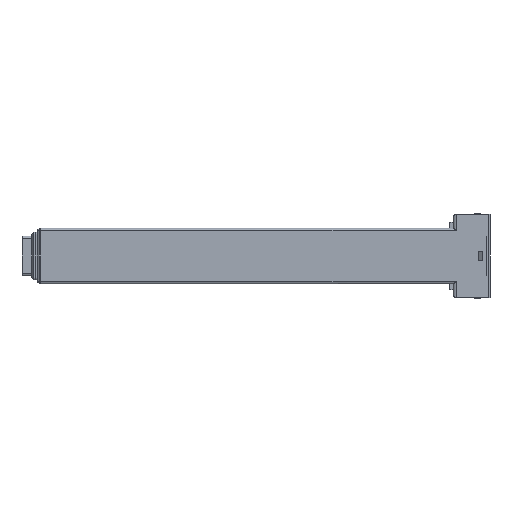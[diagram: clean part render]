
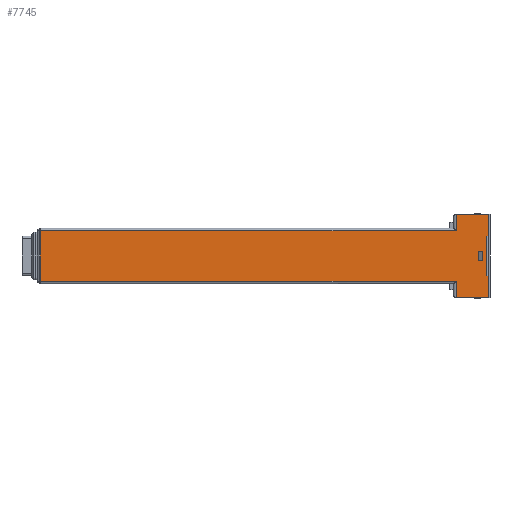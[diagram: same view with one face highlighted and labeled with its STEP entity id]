
A CAD part, left-side view. The second image highlights one B-rep face of the part: STEP entity #7745.
In plain terms, the highlighted planar face has unit normal (-1, 0, 0).
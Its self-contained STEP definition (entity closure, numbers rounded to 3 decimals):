
#89 = VECTOR ( 'NONE', #2113, 1000. ) ;
#152 = VERTEX_POINT ( 'NONE', #2048 ) ;
#279 = EDGE_CURVE ( 'NONE', #2151, #11175, #12611, .T. ) ;
#409 = EDGE_LOOP ( 'NONE', ( #5520, #14935, #10509, #2548, #11603, #10668, #12082, #7604, #8975, #7426, #4269, #1533 ) ) ;
#550 = CARTESIAN_POINT ( 'NONE',  ( -35., -39.5, 25. ) ) ;
#569 = DIRECTION ( 'NONE',  ( 0., 0., -1. ) ) ;
#631 = LINE ( 'NONE', #3587, #4684 ) ;
#791 = VECTOR ( 'NONE', #5333, 1000. ) ;
#951 = VECTOR ( 'NONE', #7003, 1000. ) ;
#1100 = EDGE_LOOP ( 'NONE', ( #6274, #1783, #4904, #8858 ) ) ;
#1238 = LINE ( 'NONE', #7230, #7333 ) ;
#1274 = CARTESIAN_POINT ( 'NONE',  ( -35., -1., 52.5 ) ) ;
#1352 = LINE ( 'NONE', #3925, #8660 ) ;
#1450 = VERTEX_POINT ( 'NONE', #5521 ) ;
#1533 = ORIENTED_EDGE ( 'NONE', *, *, #5841, .T. ) ;
#1565 = DIRECTION ( 'NONE',  ( 0., 0., -1. ) ) ;
#1631 = CARTESIAN_POINT ( 'NONE',  ( -35., -28.5, 6. ) ) ;
#1685 = VECTOR ( 'NONE', #9025, 1000. ) ;
#1701 = EDGE_CURVE ( 'NONE', #2243, #15030, #1352, .T. ) ;
#1744 = VECTOR ( 'NONE', #12423, 1000. ) ;
#1783 = ORIENTED_EDGE ( 'NONE', *, *, #5865, .F. ) ;
#1830 = VERTEX_POINT ( 'NONE', #550 ) ;
#1966 = EDGE_CURVE ( 'NONE', #152, #2243, #13822, .T. ) ;
#1983 = CARTESIAN_POINT ( 'NONE',  ( -35., -1., -52.5 ) ) ;
#2048 = CARTESIAN_POINT ( 'NONE',  ( -35., -28.5, -6. ) ) ;
#2099 = CARTESIAN_POINT ( 'NONE',  ( -35., -34.5, 6. ) ) ;
#2113 = DIRECTION ( 'NONE',  ( 0., 0., -1. ) ) ;
#2151 = VERTEX_POINT ( 'NONE', #7633 ) ;
#2167 = LINE ( 'NONE', #9350, #3404 ) ;
#2243 = VERTEX_POINT ( 'NONE', #14893 ) ;
#2329 = DIRECTION ( 'NONE',  ( 0., -1., 0. ) ) ;
#2396 = EDGE_CURVE ( 'NONE', #7486, #5028, #2597, .T. ) ;
#2548 = ORIENTED_EDGE ( 'NONE', *, *, #9662, .F. ) ;
#2597 = LINE ( 'NONE', #1983, #11699 ) ;
#2829 = CARTESIAN_POINT ( 'NONE',  ( -35., -39.5, -25. ) ) ;
#2944 = PLANE ( 'NONE',  #8494 ) ;
#3080 = CARTESIAN_POINT ( 'NONE',  ( -35., -1., 52.5 ) ) ;
#3176 = EDGE_CURVE ( 'NONE', #8667, #7486, #631, .T. ) ;
#3214 = DIRECTION ( 'NONE',  ( 1., 0., 0. ) ) ;
#3399 = DIRECTION ( 'NONE',  ( 0., 0., -1. ) ) ;
#3404 = VECTOR ( 'NONE', #10713, 1000. ) ;
#3475 = VECTOR ( 'NONE', #9399, 1000. ) ;
#3587 = CARTESIAN_POINT ( 'NONE',  ( -35., 0.514, -32. ) ) ;
#3925 = CARTESIAN_POINT ( 'NONE',  ( -35., -34.5, 6. ) ) ;
#4023 = VECTOR ( 'NONE', #8207, 1000. ) ;
#4142 = EDGE_CURVE ( 'NONE', #13698, #152, #11329, .T. ) ;
#4269 = ORIENTED_EDGE ( 'NONE', *, *, #14707, .T. ) ;
#4613 = VECTOR ( 'NONE', #11435, 1000. ) ;
#4630 = LINE ( 'NONE', #11772, #8510 ) ;
#4684 = VECTOR ( 'NONE', #12357, 1000. ) ;
#4697 = LINE ( 'NONE', #10734, #3475 ) ;
#4783 = LINE ( 'NONE', #7709, #951 ) ;
#4904 = ORIENTED_EDGE ( 'NONE', *, *, #1701, .F. ) ;
#5028 = VERTEX_POINT ( 'NONE', #14108 ) ;
#5333 = DIRECTION ( 'NONE',  ( 0., 0., -1. ) ) ;
#5363 = LINE ( 'NONE', #8389, #4023 ) ;
#5378 = CARTESIAN_POINT ( 'NONE',  ( -35., 523.4, -32. ) ) ;
#5520 = ORIENTED_EDGE ( 'NONE', *, *, #3176, .T. ) ;
#5521 = CARTESIAN_POINT ( 'NONE',  ( -35., -39.5, -25. ) ) ;
#5579 = EDGE_CURVE ( 'NONE', #11175, #12407, #12743, .T. ) ;
#5841 = EDGE_CURVE ( 'NONE', #13619, #8667, #4783, .T. ) ;
#5865 = EDGE_CURVE ( 'NONE', #15030, #13698, #1238, .T. ) ;
#6140 = EDGE_CURVE ( 'NONE', #2151, #10824, #12351, .T. ) ;
#6274 = ORIENTED_EDGE ( 'NONE', *, *, #4142, .F. ) ;
#6282 = EDGE_CURVE ( 'NONE', #1830, #1450, #10691, .T. ) ;
#6765 = CARTESIAN_POINT ( 'NONE',  ( -35., -41.5, -52.5 ) ) ;
#6993 = CARTESIAN_POINT ( 'NONE',  ( -35., -1., 32. ) ) ;
#7003 = DIRECTION ( 'NONE',  ( 0., 0., -1. ) ) ;
#7230 = CARTESIAN_POINT ( 'NONE',  ( -35., -28.5, 6. ) ) ;
#7333 = VECTOR ( 'NONE', #8821, 1000. ) ;
#7426 = ORIENTED_EDGE ( 'NONE', *, *, #5579, .T. ) ;
#7486 = VERTEX_POINT ( 'NONE', #14540 ) ;
#7543 = CARTESIAN_POINT ( 'NONE',  ( -35., -1., 52.5 ) ) ;
#7604 = ORIENTED_EDGE ( 'NONE', *, *, #6140, .F. ) ;
#7606 = DIRECTION ( 'NONE',  ( 0., -1., 0. ) ) ;
#7633 = CARTESIAN_POINT ( 'NONE',  ( -35., -41.5, 52.5 ) ) ;
#7709 = CARTESIAN_POINT ( 'NONE',  ( -35., 523.4, 35. ) ) ;
#7745 = ADVANCED_FACE ( 'NONE', ( #9903, #9714 ), #2944, .F. ) ;
#8207 = DIRECTION ( 'NONE',  ( 0., 1., 0. ) ) ;
#8389 = CARTESIAN_POINT ( 'NONE',  ( -35., -1., -52.5 ) ) ;
#8494 = AXIS2_PLACEMENT_3D ( 'NONE', #7543, #3214, #3399 ) ;
#8510 = VECTOR ( 'NONE', #7606, 1000. ) ;
#8578 = EDGE_CURVE ( 'NONE', #10400, #5028, #5363, .T. ) ;
#8660 = VECTOR ( 'NONE', #12554, 1000. ) ;
#8667 = VERTEX_POINT ( 'NONE', #5378 ) ;
#8821 = DIRECTION ( 'NONE',  ( 0., 1., 0. ) ) ;
#8851 = VECTOR ( 'NONE', #569, 1000. ) ;
#8858 = ORIENTED_EDGE ( 'NONE', *, *, #1966, .F. ) ;
#8975 = ORIENTED_EDGE ( 'NONE', *, *, #279, .T. ) ;
#9017 = CARTESIAN_POINT ( 'NONE',  ( -35., -1., -52.5 ) ) ;
#9025 = DIRECTION ( 'NONE',  ( 0., 1., 0. ) ) ;
#9279 = CARTESIAN_POINT ( 'NONE',  ( -35., -41.5, 25. ) ) ;
#9350 = CARTESIAN_POINT ( 'NONE',  ( -35., -41.5, 52.5 ) ) ;
#9399 = DIRECTION ( 'NONE',  ( 0., 1., 0. ) ) ;
#9585 = LINE ( 'NONE', #11830, #1744 ) ;
#9662 = EDGE_CURVE ( 'NONE', #14441, #10400, #2167, .T. ) ;
#9668 = CARTESIAN_POINT ( 'NONE',  ( -35., -28.5, -6. ) ) ;
#9714 = FACE_BOUND ( 'NONE', #1100, .T. ) ;
#9903 = FACE_OUTER_BOUND ( 'NONE', #409, .T. ) ;
#10154 = CARTESIAN_POINT ( 'NONE',  ( -35., -41.5, -25. ) ) ;
#10235 = EDGE_CURVE ( 'NONE', #14441, #1450, #4697, .T. ) ;
#10400 = VERTEX_POINT ( 'NONE', #6765 ) ;
#10509 = ORIENTED_EDGE ( 'NONE', *, *, #8578, .F. ) ;
#10668 = ORIENTED_EDGE ( 'NONE', *, *, #6282, .F. ) ;
#10691 = LINE ( 'NONE', #2829, #8851 ) ;
#10713 = DIRECTION ( 'NONE',  ( 0., 0., -1. ) ) ;
#10734 = CARTESIAN_POINT ( 'NONE',  ( -35., -1., -25. ) ) ;
#10824 = VERTEX_POINT ( 'NONE', #9279 ) ;
#10958 = EDGE_CURVE ( 'NONE', #1830, #10824, #4630, .T. ) ;
#11175 = VERTEX_POINT ( 'NONE', #1274 ) ;
#11329 = LINE ( 'NONE', #9668, #791 ) ;
#11435 = DIRECTION ( 'NONE',  ( 0., 0., -1. ) ) ;
#11603 = ORIENTED_EDGE ( 'NONE', *, *, #10235, .T. ) ;
#11699 = VECTOR ( 'NONE', #1565, 1000. ) ;
#11772 = CARTESIAN_POINT ( 'NONE',  ( -35., -1., 25. ) ) ;
#11795 = VECTOR ( 'NONE', #2329, 1000. ) ;
#11830 = CARTESIAN_POINT ( 'NONE',  ( -35., 0.514, 32. ) ) ;
#11975 = CARTESIAN_POINT ( 'NONE',  ( -35., -41.5, 52.5 ) ) ;
#12082 = ORIENTED_EDGE ( 'NONE', *, *, #10958, .T. ) ;
#12351 = LINE ( 'NONE', #11975, #89 ) ;
#12357 = DIRECTION ( 'NONE',  ( 0., -1., 0. ) ) ;
#12407 = VERTEX_POINT ( 'NONE', #6993 ) ;
#12423 = DIRECTION ( 'NONE',  ( 0., 1., 0. ) ) ;
#12554 = DIRECTION ( 'NONE',  ( 0., 0., 1. ) ) ;
#12611 = LINE ( 'NONE', #3080, #1685 ) ;
#12743 = LINE ( 'NONE', #9017, #4613 ) ;
#13619 = VERTEX_POINT ( 'NONE', #14194 ) ;
#13698 = VERTEX_POINT ( 'NONE', #1631 ) ;
#13822 = LINE ( 'NONE', #14954, #11795 ) ;
#14108 = CARTESIAN_POINT ( 'NONE',  ( -35., -1., -52.5 ) ) ;
#14194 = CARTESIAN_POINT ( 'NONE',  ( -35., 523.4, 32. ) ) ;
#14441 = VERTEX_POINT ( 'NONE', #10154 ) ;
#14540 = CARTESIAN_POINT ( 'NONE',  ( -35., -1., -32. ) ) ;
#14707 = EDGE_CURVE ( 'NONE', #12407, #13619, #9585, .T. ) ;
#14893 = CARTESIAN_POINT ( 'NONE',  ( -35., -34.5, -6. ) ) ;
#14935 = ORIENTED_EDGE ( 'NONE', *, *, #2396, .T. ) ;
#14954 = CARTESIAN_POINT ( 'NONE',  ( -35., -34.5, -6. ) ) ;
#15030 = VERTEX_POINT ( 'NONE', #2099 ) ;
